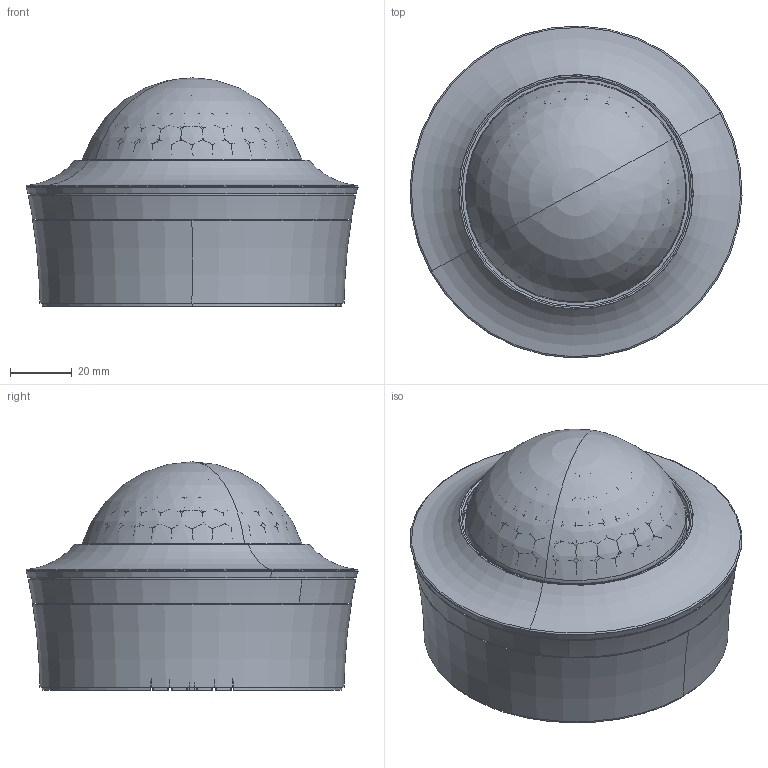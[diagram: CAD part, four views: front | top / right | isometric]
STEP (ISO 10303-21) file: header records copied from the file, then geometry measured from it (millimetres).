
FILE_DESCRIPTION(('CATIA V5 STEP Exchange'),'2;1');
FILE_NAME('BIM-AP_01-PM-2-1-00-000-A08-091111_3D_ZSB_24M_UG01_UG02_UG03_ALLCATPART.stp','2015-08-20T13:00:50+00:00',('none'),('none'),'CATIA Version 5 Release 19 SP 3 (IN-10)','CATIA V5 STEP AP214','none');
FILE_SCHEMA(('AUTOMOTIVE_DESIGN { 1 0 10303 214 1 1 1 1 }'));
Length unit declared in the file: millimetre
Products named in the file (1): BIM-AP_01-PM-2-1-00-000-A08-091111_3D_ZSB_24M_UG01_UG02_UG03_AllCATPart
Bounding box: 107.91 x 107.91 x 74.2 mm (x, y, z)
Volume: 82837.4 mm3; surface area: 87030.2 mm2
Topology: 4 solids, 4 shells, 1668 faces, 5408 edges, 3247 vertices
Faces by surface type: sphere 596, plane 472, cone 185, torus 168, cylinder 133, bspline 102, extrusion 12
Entity records: 61128 total; most frequent: CARTESIAN_POINT 24142, ORIENTED_EDGE 9760, EDGE_CURVE 4880, DIRECTION 4433, VERTEX_POINT 3247, B_SPLINE_CURVE_WITH_KNOTS 2567, AXIS2_PLACEMENT_3D 2457, EDGE_LOOP 1751
